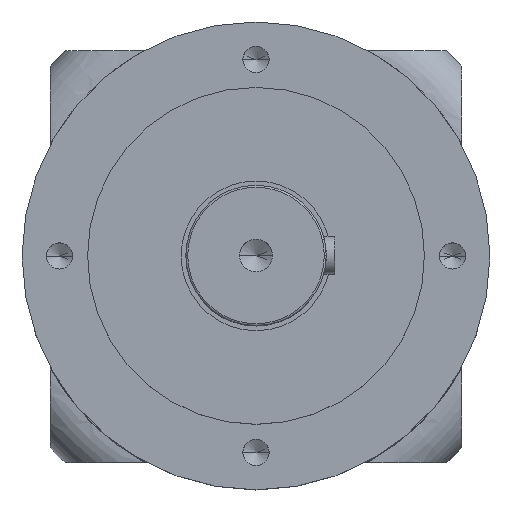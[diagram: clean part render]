
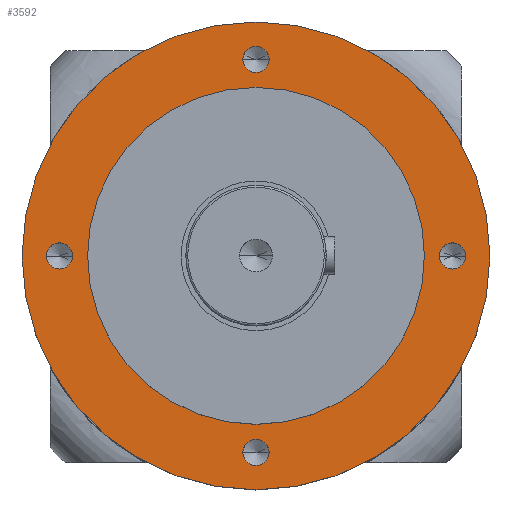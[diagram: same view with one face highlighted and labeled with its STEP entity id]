
A CAD part, top view. The second image highlights one B-rep face of the part: STEP entity #3592.
In plain terms, the highlighted planar face has unit normal (0, 0, 1).
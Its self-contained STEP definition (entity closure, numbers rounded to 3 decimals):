
#144 = CARTESIAN_POINT ( 'NONE',  ( 112., 0., -126. ) ) ;
#257 = AXIS2_PLACEMENT_3D ( 'NONE', #5375, #852, #6131 ) ;
#271 = ORIENTED_EDGE ( 'NONE', *, *, #3848, .F. ) ;
#325 = CARTESIAN_POINT ( 'NONE',  ( -125., 0., -126. ) ) ;
#401 = VERTEX_POINT ( 'NONE', #325 ) ;
#442 = FACE_BOUND ( 'NONE', #6203, .T. ) ;
#500 = CARTESIAN_POINT ( 'NONE',  ( 98., 0., -126. ) ) ;
#667 = DIRECTION ( 'NONE',  ( 0., 0., 1. ) ) ;
#764 = DIRECTION ( 'NONE',  ( 0., 0., 1. ) ) ;
#766 = CARTESIAN_POINT ( 'NONE',  ( 0., 105., -126. ) ) ;
#852 = DIRECTION ( 'NONE',  ( 0., 0., 1. ) ) ;
#974 = CIRCLE ( 'NONE', #5383, 7. ) ;
#978 = PLANE ( 'NONE',  #5352 ) ;
#982 = CARTESIAN_POINT ( 'NONE',  ( 0., 0., -126. ) ) ;
#1008 = CARTESIAN_POINT ( 'NONE',  ( 0., 125., -126. ) ) ;
#1051 = EDGE_CURVE ( 'NONE', #3893, #4601, #8392, .T. ) ;
#1067 = CARTESIAN_POINT ( 'NONE',  ( 125., 0., -126. ) ) ;
#1228 = CIRCLE ( 'NONE', #2665, 7. ) ;
#1294 = CARTESIAN_POINT ( 'NONE',  ( 90., 0., -126. ) ) ;
#1331 = ORIENTED_EDGE ( 'NONE', *, *, #7017, .T. ) ;
#1336 = CIRCLE ( 'NONE', #9279, 7. ) ;
#1533 = DIRECTION ( 'NONE',  ( 1., 0., 0. ) ) ;
#1627 = VERTEX_POINT ( 'NONE', #8087 ) ;
#1736 = AXIS2_PLACEMENT_3D ( 'NONE', #5203, #667, #5944 ) ;
#1753 = DIRECTION ( 'NONE',  ( 1., 0., 0. ) ) ;
#1802 = DIRECTION ( 'NONE',  ( 0., 0., 1. ) ) ;
#2274 = ORIENTED_EDGE ( 'NONE', *, *, #5960, .F. ) ;
#2410 = VERTEX_POINT ( 'NONE', #1067 ) ;
#2454 = FACE_BOUND ( 'NONE', #3911, .T. ) ;
#2567 = CARTESIAN_POINT ( 'NONE',  ( -7., -105., -126. ) ) ;
#2629 = CARTESIAN_POINT ( 'NONE',  ( -112., 0., -126. ) ) ;
#2665 = AXIS2_PLACEMENT_3D ( 'NONE', #8495, #3970, #9265 ) ;
#2747 = ORIENTED_EDGE ( 'NONE', *, *, #3615, .F. ) ;
#2807 = CIRCLE ( 'NONE', #8655, 90. ) ;
#2874 = VERTEX_POINT ( 'NONE', #1294 ) ;
#2969 = CARTESIAN_POINT ( 'NONE',  ( 0., 0., -126. ) ) ;
#3117 = EDGE_LOOP ( 'NONE', ( #9262, #3230 ) ) ;
#3131 = CARTESIAN_POINT ( 'NONE',  ( -98., 0., -126. ) ) ;
#3230 = ORIENTED_EDGE ( 'NONE', *, *, #7797, .F. ) ;
#3267 = EDGE_CURVE ( 'NONE', #3739, #8202, #1336, .T. ) ;
#3296 = DIRECTION ( 'NONE',  ( -1., 0., 0. ) ) ;
#3592 = ADVANCED_FACE ( 'NONE', ( #4459, #2454, #6470, #442, #8225, #6230 ), #978, .F. ) ;
#3615 = EDGE_CURVE ( 'NONE', #4601, #3893, #5294, .T. ) ;
#3666 = CARTESIAN_POINT ( 'NONE',  ( 0., 0., -126. ) ) ;
#3724 = CARTESIAN_POINT ( 'NONE',  ( -105., 0., -126. ) ) ;
#3730 = DIRECTION ( 'NONE',  ( 1., 0., 0. ) ) ;
#3739 = VERTEX_POINT ( 'NONE', #3131 ) ;
#3848 = EDGE_CURVE ( 'NONE', #2874, #7441, #6921, .T. ) ;
#3879 = EDGE_LOOP ( 'NONE', ( #5574, #1331 ) ) ;
#3893 = VERTEX_POINT ( 'NONE', #2567 ) ;
#3911 = EDGE_LOOP ( 'NONE', ( #6994, #8784 ) ) ;
#3964 = DIRECTION ( 'NONE',  ( 0., 0., 1. ) ) ;
#3970 = DIRECTION ( 'NONE',  ( 0., 0., 1. ) ) ;
#4045 = CIRCLE ( 'NONE', #7710, 7. ) ;
#4108 = DIRECTION ( 'NONE',  ( 0., 0., 1. ) ) ;
#4116 = EDGE_CURVE ( 'NONE', #1627, #4209, #9303, .T. ) ;
#4209 = VERTEX_POINT ( 'NONE', #4627 ) ;
#4419 = DIRECTION ( 'NONE',  ( 1., 0., 0. ) ) ;
#4459 = FACE_BOUND ( 'NONE', #3117, .T. ) ;
#4478 = DIRECTION ( 'NONE',  ( 1., 0., 0. ) ) ;
#4601 = VERTEX_POINT ( 'NONE', #5800 ) ;
#4627 = CARTESIAN_POINT ( 'NONE',  ( -7., 105., -126. ) ) ;
#4634 = AXIS2_PLACEMENT_3D ( 'NONE', #982, #6255, #1753 ) ;
#5203 = CARTESIAN_POINT ( 'NONE',  ( 0., 0., -126. ) ) ;
#5241 = VERTEX_POINT ( 'NONE', #144 ) ;
#5294 = CIRCLE ( 'NONE', #8379, 7. ) ;
#5301 = CARTESIAN_POINT ( 'NONE',  ( 0., 105., -126. ) ) ;
#5352 = AXIS2_PLACEMENT_3D ( 'NONE', #1008, #7795, #3296 ) ;
#5375 = CARTESIAN_POINT ( 'NONE',  ( 0., -105., -126. ) ) ;
#5383 = AXIS2_PLACEMENT_3D ( 'NONE', #3724, #9006, #4478 ) ;
#5527 = CIRCLE ( 'NONE', #5605, 125. ) ;
#5574 = ORIENTED_EDGE ( 'NONE', *, *, #7649, .T. ) ;
#5605 = AXIS2_PLACEMENT_3D ( 'NONE', #3666, #8950, #4419 ) ;
#5753 = CIRCLE ( 'NONE', #1736, 125. ) ;
#5768 = AXIS2_PLACEMENT_3D ( 'NONE', #766, #6044, #1533 ) ;
#5800 = CARTESIAN_POINT ( 'NONE',  ( 7., -105., -126. ) ) ;
#5809 = ORIENTED_EDGE ( 'NONE', *, *, #7070, .F. ) ;
#5944 = DIRECTION ( 'NONE',  ( 1., 0., 0. ) ) ;
#5960 = EDGE_CURVE ( 'NONE', #8202, #3739, #974, .T. ) ;
#6040 = DIRECTION ( 'NONE',  ( 1., 0., 0. ) ) ;
#6044 = DIRECTION ( 'NONE',  ( 0., 0., 1. ) ) ;
#6131 = DIRECTION ( 'NONE',  ( 1., 0., 0. ) ) ;
#6142 = EDGE_CURVE ( 'NONE', #9152, #5241, #1228, .T. ) ;
#6203 = EDGE_LOOP ( 'NONE', ( #8283, #2274 ) ) ;
#6219 = EDGE_CURVE ( 'NONE', #5241, #9152, #4045, .T. ) ;
#6230 = FACE_OUTER_BOUND ( 'NONE', #3879, .T. ) ;
#6255 = DIRECTION ( 'NONE',  ( 0., 0., 1. ) ) ;
#6316 = CARTESIAN_POINT ( 'NONE',  ( 105., 0., -126. ) ) ;
#6470 = FACE_BOUND ( 'NONE', #8671, .T. ) ;
#6529 = ORIENTED_EDGE ( 'NONE', *, *, #1051, .F. ) ;
#6921 = CIRCLE ( 'NONE', #4634, 90. ) ;
#6994 = ORIENTED_EDGE ( 'NONE', *, *, #6219, .F. ) ;
#7017 = EDGE_CURVE ( 'NONE', #401, #2410, #5527, .T. ) ;
#7064 = DIRECTION ( 'NONE',  ( 1., 0., 0. ) ) ;
#7070 = EDGE_CURVE ( 'NONE', #7441, #2874, #2807, .T. ) ;
#7441 = VERTEX_POINT ( 'NONE', #8716 ) ;
#7649 = EDGE_CURVE ( 'NONE', #2410, #401, #5753, .T. ) ;
#7675 = EDGE_LOOP ( 'NONE', ( #271, #5809 ) ) ;
#7710 = AXIS2_PLACEMENT_3D ( 'NONE', #6316, #1802, #7064 ) ;
#7795 = DIRECTION ( 'NONE',  ( 0., 0., -1. ) ) ;
#7797 = EDGE_CURVE ( 'NONE', #4209, #1627, #9067, .T. ) ;
#8087 = CARTESIAN_POINT ( 'NONE',  ( 7., 105., -126. ) ) ;
#8202 = VERTEX_POINT ( 'NONE', #2629 ) ;
#8225 = FACE_BOUND ( 'NONE', #7675, .T. ) ;
#8238 = DIRECTION ( 'NONE',  ( 0., 0., 1. ) ) ;
#8283 = ORIENTED_EDGE ( 'NONE', *, *, #3267, .F. ) ;
#8379 = AXIS2_PLACEMENT_3D ( 'NONE', #8639, #4108, #9401 ) ;
#8392 = CIRCLE ( 'NONE', #257, 7. ) ;
#8489 = CARTESIAN_POINT ( 'NONE',  ( -105., 0., -126. ) ) ;
#8495 = CARTESIAN_POINT ( 'NONE',  ( 105., 0., -126. ) ) ;
#8639 = CARTESIAN_POINT ( 'NONE',  ( 0., -105., -126. ) ) ;
#8655 = AXIS2_PLACEMENT_3D ( 'NONE', #2969, #8238, #3730 ) ;
#8671 = EDGE_LOOP ( 'NONE', ( #2747, #6529 ) ) ;
#8716 = CARTESIAN_POINT ( 'NONE',  ( -90., 0., -126. ) ) ;
#8784 = ORIENTED_EDGE ( 'NONE', *, *, #6142, .F. ) ;
#8950 = DIRECTION ( 'NONE',  ( 0., 0., 1. ) ) ;
#9006 = DIRECTION ( 'NONE',  ( 0., 0., 1. ) ) ;
#9067 = CIRCLE ( 'NONE', #5768, 7. ) ;
#9152 = VERTEX_POINT ( 'NONE', #500 ) ;
#9204 = AXIS2_PLACEMENT_3D ( 'NONE', #5301, #764, #6040 ) ;
#9261 = DIRECTION ( 'NONE',  ( 1., 0., 0. ) ) ;
#9262 = ORIENTED_EDGE ( 'NONE', *, *, #4116, .F. ) ;
#9265 = DIRECTION ( 'NONE',  ( 1., 0., 0. ) ) ;
#9279 = AXIS2_PLACEMENT_3D ( 'NONE', #8489, #3964, #9261 ) ;
#9303 = CIRCLE ( 'NONE', #9204, 7. ) ;
#9401 = DIRECTION ( 'NONE',  ( 1., 0., 0. ) ) ;
